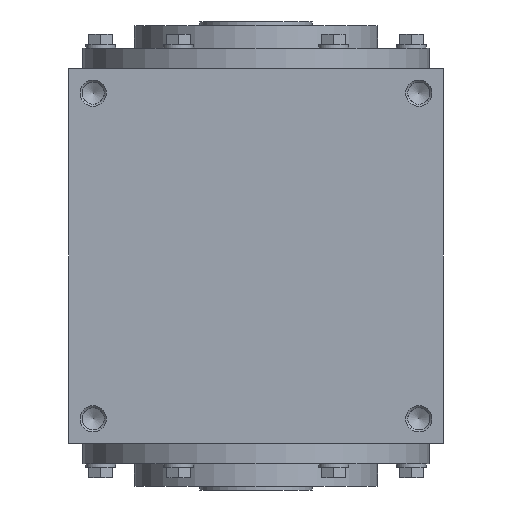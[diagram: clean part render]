
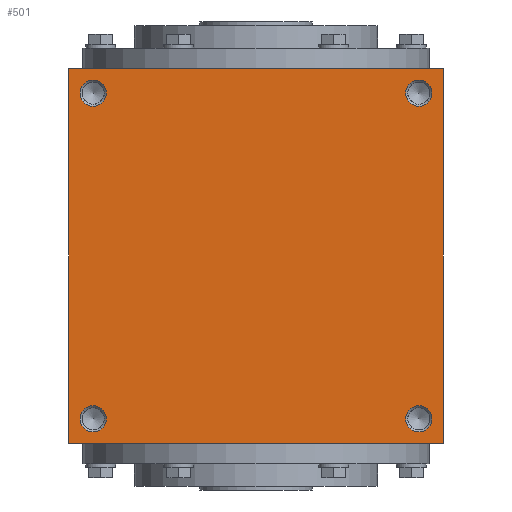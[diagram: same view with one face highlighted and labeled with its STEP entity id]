
A CAD part, left-side view. The second image highlights one B-rep face of the part: STEP entity #501.
In plain terms, the highlighted face is planar.
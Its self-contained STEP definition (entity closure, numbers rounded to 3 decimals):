
#501 = ADVANCED_FACE( '', ( #1015, #1016, #1017, #1018, #1019 ), #1020, .F. );
#1015 = FACE_BOUND( '', #1650, .T. );
#1016 = FACE_BOUND( '', #1651, .T. );
#1017 = FACE_BOUND( '', #1652, .T. );
#1018 = FACE_BOUND( '', #1653, .T. );
#1019 = FACE_OUTER_BOUND( '', #1654, .T. );
#1020 = PLANE( '', #1655 );
#1650 = EDGE_LOOP( '', ( #2473 ) );
#1651 = EDGE_LOOP( '', ( #2474 ) );
#1652 = EDGE_LOOP( '', ( #2475 ) );
#1653 = EDGE_LOOP( '', ( #2476 ) );
#1654 = EDGE_LOOP( '', ( #2477, #2478, #2479, #2480 ) );
#1655 = AXIS2_PLACEMENT_3D( '', #2481, #2482, #2483 );
#2473 = ORIENTED_EDGE( '', *, *, #3477, .F. );
#2474 = ORIENTED_EDGE( '', *, *, #3478, .T. );
#2475 = ORIENTED_EDGE( '', *, *, #3380, .F. );
#2476 = ORIENTED_EDGE( '', *, *, #3290, .T. );
#2477 = ORIENTED_EDGE( '', *, *, #3479, .F. );
#2478 = ORIENTED_EDGE( '', *, *, #3449, .F. );
#2479 = ORIENTED_EDGE( '', *, *, #3392, .F. );
#2480 = ORIENTED_EDGE( '', *, *, #3480, .F. );
#2481 = CARTESIAN_POINT( '', ( 0., 0., -100. ) );
#2482 = DIRECTION( '', ( 0., 0., 1. ) );
#2483 = DIRECTION( '', ( 1., 0., 0. ) );
#3290 = EDGE_CURVE( '', #3766, #3766, #3767, .T. );
#3380 = EDGE_CURVE( '', #3911, #3911, #3912, .T. );
#3392 = EDGE_CURVE( '', #3932, #3933, #3934, .T. );
#3449 = EDGE_CURVE( '', #3933, #4021, #4022, .T. );
#3477 = EDGE_CURVE( '', #4058, #4058, #4059, .T. );
#3478 = EDGE_CURVE( '', #4060, #4060, #4061, .T. );
#3479 = EDGE_CURVE( '', #4021, #4062, #4063, .T. );
#3480 = EDGE_CURVE( '', #4062, #3932, #4064, .T. );
#3766 = VERTEX_POINT( '', #4412 );
#3767 = CIRCLE( '', #4413, 7. );
#3911 = VERTEX_POINT( '', #4698 );
#3912 = CIRCLE( '', #4699, 7. );
#3932 = VERTEX_POINT( '', #4729 );
#3933 = VERTEX_POINT( '', #4730 );
#3934 = LINE( '', #4731, #4732 );
#4021 = VERTEX_POINT( '', #4839 );
#4022 = LINE( '', #4840, #4841 );
#4058 = VERTEX_POINT( '', #4883 );
#4059 = CIRCLE( '', #4884, 7. );
#4060 = VERTEX_POINT( '', #4885 );
#4061 = CIRCLE( '', #4886, 7. );
#4062 = VERTEX_POINT( '', #4887 );
#4063 = LINE( '', #4888, #4889 );
#4064 = LINE( '', #4890, #4891 );
#4412 = CARTESIAN_POINT( '', ( 94., -87., -100. ) );
#4413 = AXIS2_PLACEMENT_3D( '', #5270, #5271, #5272 );
#4698 = CARTESIAN_POINT( '', ( -94., -87., -100. ) );
#4699 = AXIS2_PLACEMENT_3D( '', #5411, #5412, #5413 );
#4729 = CARTESIAN_POINT( '', ( 100., -100., -100. ) );
#4730 = CARTESIAN_POINT( '', ( 100., 100., -100. ) );
#4731 = CARTESIAN_POINT( '', ( 100., -100., -100. ) );
#4732 = VECTOR( '', #5435, 1000. );
#4839 = CARTESIAN_POINT( '', ( -100., 100., -100. ) );
#4840 = CARTESIAN_POINT( '', ( 100., 100., -100. ) );
#4841 = VECTOR( '', #5534, 1000. );
#4883 = CARTESIAN_POINT( '', ( -94., 87., -100. ) );
#4884 = AXIS2_PLACEMENT_3D( '', #5568, #5569, #5570 );
#4885 = CARTESIAN_POINT( '', ( 94., 87., -100. ) );
#4886 = AXIS2_PLACEMENT_3D( '', #5571, #5572, #5573 );
#4887 = CARTESIAN_POINT( '', ( -100., -100., -100. ) );
#4888 = CARTESIAN_POINT( '', ( -100., 100., -100. ) );
#4889 = VECTOR( '', #5574, 1000. );
#4890 = CARTESIAN_POINT( '', ( -100., -100., -100. ) );
#4891 = VECTOR( '', #5575, 1000. );
#5270 = CARTESIAN_POINT( '', ( 87., -87., -100. ) );
#5271 = DIRECTION( '', ( 0., 0., 1. ) );
#5272 = DIRECTION( '', ( 1., 0., 0. ) );
#5411 = CARTESIAN_POINT( '', ( -87., -87., -100. ) );
#5412 = DIRECTION( '', ( 0., 0., -1. ) );
#5413 = DIRECTION( '', ( -1., 0., 0. ) );
#5435 = DIRECTION( '', ( 0., 1., 0. ) );
#5534 = DIRECTION( '', ( -1., 0., 0. ) );
#5568 = CARTESIAN_POINT( '', ( -87., 87., -100. ) );
#5569 = DIRECTION( '', ( 0., 0., -1. ) );
#5570 = DIRECTION( '', ( -1., 0., 0. ) );
#5571 = CARTESIAN_POINT( '', ( 87., 87., -100. ) );
#5572 = DIRECTION( '', ( 0., 0., 1. ) );
#5573 = DIRECTION( '', ( 1., 0., 0. ) );
#5574 = DIRECTION( '', ( 0., -1., 0. ) );
#5575 = DIRECTION( '', ( 1., 0., 0. ) );
